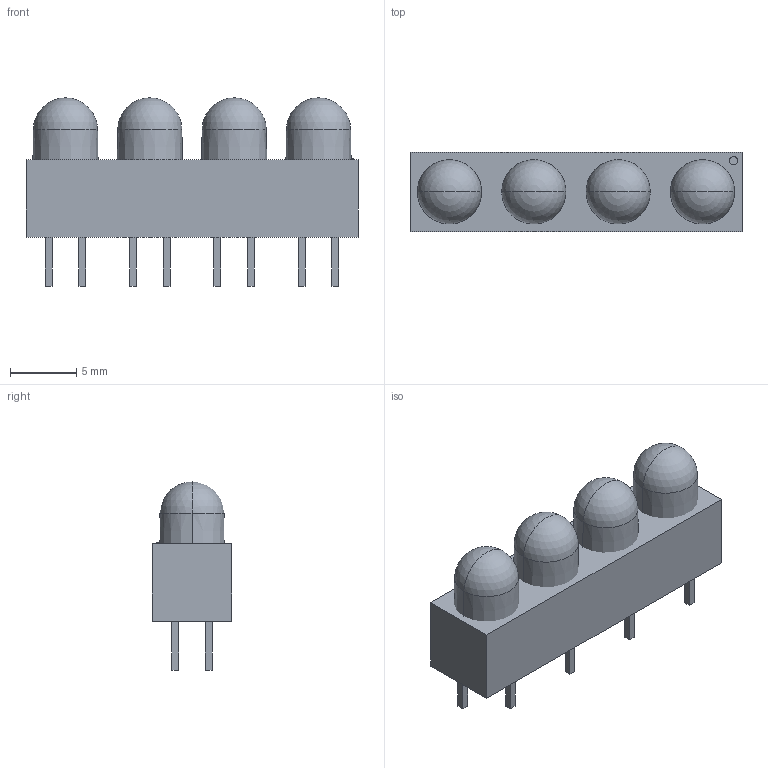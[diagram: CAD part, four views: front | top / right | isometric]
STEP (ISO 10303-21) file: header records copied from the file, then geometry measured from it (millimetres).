
FILE_DESCRIPTION((''),'2;1');
FILE_NAME('550XX04004F_ASM','2016-03-14T',('patelv'),(''),'PRO/ENGINEER BY PARAMETRIC TECHNOLOGY CORPORATION, 2014000','PRO/ENGINEER BY PARAMETRIC TECHNOLOGY CORPORATION, 2014000','');
FILE_SCHEMA(('CONFIG_CONTROL_DESIGN'));
Length unit declared in the file: inch
Products named in the file (3): 3900550001000; 4500521942900; 550XX04004F_ASM
Assembly tree (5 placements, depth 2):
  550XX04004F_ASM
    3900550001000
    4500521942900  x4
Bounding box: 24.99 x 5.97 x 14.17 mm (x, y, z)
Surface area: 1364.4 mm2 (no closed solid volume)
Topology: 0 solids, 5 shells, 77 faces, 170 edges, 104 vertices
Faces by surface type: plane 51, cylinder 10, sphere 8, cone 8
Entity records: 804 total; most frequent: DIRECTION 134, CARTESIAN_POINT 123, ORIENTED_EDGE 108, EDGE_CURVE 54, AXIS2_PLACEMENT_3D 46, VECTOR 42, LINE 42, VERTEX_POINT 35
